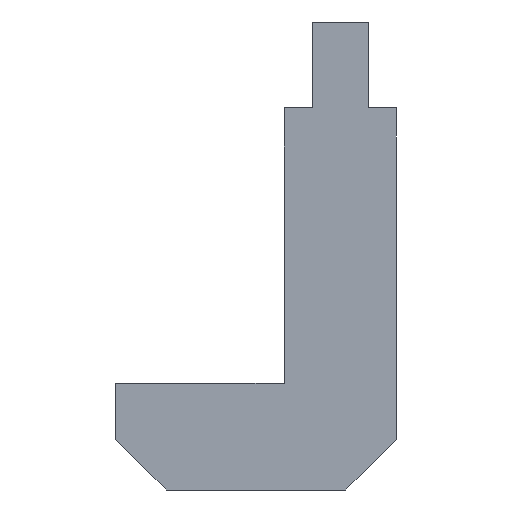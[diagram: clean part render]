
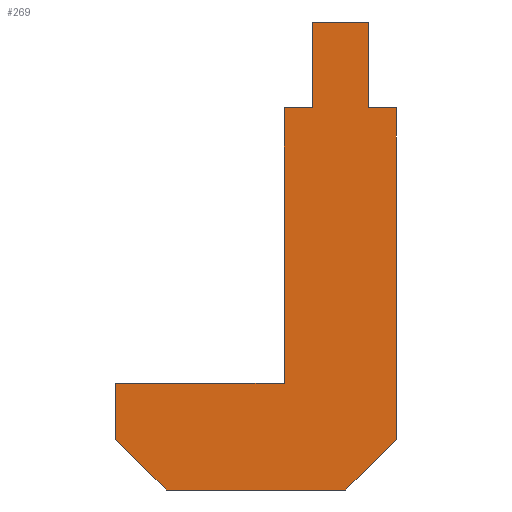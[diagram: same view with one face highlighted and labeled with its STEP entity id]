
A CAD part, front view. The second image highlights one B-rep face of the part: STEP entity #269.
In plain terms, the highlighted planar face has unit normal (0, -1, 0).
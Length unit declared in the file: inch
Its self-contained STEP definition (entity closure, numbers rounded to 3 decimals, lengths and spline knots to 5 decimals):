
#23=FACE_OUTER_BOUND('',#37,.T.);
#37=EDGE_LOOP('',(#207,#208,#209,#210,#211,#212,#213,#214,#215,#216,#217,
#218));
#45=LINE('',#377,#81);
#50=LINE('',#387,#86);
#53=LINE('',#393,#89);
#56=LINE('',#399,#92);
#59=LINE('',#405,#95);
#61=LINE('',#410,#97);
#66=LINE('',#420,#102);
#68=LINE('',#423,#104);
#69=LINE('',#426,#105);
#70=LINE('',#427,#106);
#71=LINE('',#429,#107);
#72=LINE('',#430,#108);
#81=VECTOR('',#309,0.3937);
#86=VECTOR('',#316,39.37008);
#89=VECTOR('',#321,39.37008);
#92=VECTOR('',#326,39.37008);
#95=VECTOR('',#331,39.37008);
#97=VECTOR('',#335,39.37008);
#102=VECTOR('',#342,39.37008);
#104=VECTOR('',#346,39.37008);
#105=VECTOR('',#349,0.3937);
#106=VECTOR('',#350,39.37008);
#107=VECTOR('',#351,39.37008);
#108=VECTOR('',#352,0.3937);
#117=VERTEX_POINT('',#374);
#118=VERTEX_POINT('',#376);
#119=VERTEX_POINT('',#380);
#122=VERTEX_POINT('',#385);
#124=VERTEX_POINT('',#391);
#126=VERTEX_POINT('',#397);
#128=VERTEX_POINT('',#403);
#129=VERTEX_POINT('',#407);
#131=VERTEX_POINT('',#413);
#134=VERTEX_POINT('',#418);
#135=VERTEX_POINT('',#425);
#136=VERTEX_POINT('',#428);
#141=EDGE_CURVE('',#118,#117,#45,.T.);
#146=EDGE_CURVE('',#122,#119,#50,.T.);
#149=EDGE_CURVE('',#124,#122,#53,.T.);
#152=EDGE_CURVE('',#126,#124,#56,.T.);
#155=EDGE_CURVE('',#128,#126,#59,.T.);
#157=EDGE_CURVE('',#129,#128,#61,.T.);
#162=EDGE_CURVE('',#134,#131,#66,.T.);
#164=EDGE_CURVE('',#119,#134,#68,.T.);
#165=EDGE_CURVE('',#135,#117,#69,.T.);
#166=EDGE_CURVE('',#135,#131,#70,.T.);
#167=EDGE_CURVE('',#129,#136,#71,.T.);
#168=EDGE_CURVE('',#136,#118,#72,.T.);
#207=ORIENTED_EDGE('',*,*,#165,.F.);
#208=ORIENTED_EDGE('',*,*,#166,.T.);
#209=ORIENTED_EDGE('',*,*,#162,.F.);
#210=ORIENTED_EDGE('',*,*,#164,.F.);
#211=ORIENTED_EDGE('',*,*,#146,.F.);
#212=ORIENTED_EDGE('',*,*,#149,.F.);
#213=ORIENTED_EDGE('',*,*,#152,.F.);
#214=ORIENTED_EDGE('',*,*,#155,.F.);
#215=ORIENTED_EDGE('',*,*,#157,.F.);
#216=ORIENTED_EDGE('',*,*,#167,.T.);
#217=ORIENTED_EDGE('',*,*,#168,.T.);
#218=ORIENTED_EDGE('',*,*,#141,.T.);
#255=PLANE('',#297);
#269=ADVANCED_FACE('',(#23),#255,.F.);
#297=AXIS2_PLACEMENT_3D('',#424,#347,#348);
#309=DIRECTION('',(-1.,0.,0.));
#316=DIRECTION('',(0.,0.,1.));
#321=DIRECTION('',(-0.707,0.,0.707));
#326=DIRECTION('',(-1.,0.,0.));
#331=DIRECTION('',(-0.707,0.,-0.707));
#335=DIRECTION('',(0.,0.,-1.));
#342=DIRECTION('',(0.,0.,1.));
#346=DIRECTION('',(1.,0.,0.));
#347=DIRECTION('center_axis',(0.,1.,0.));
#348=DIRECTION('ref_axis',(0.,0.,1.));
#349=DIRECTION('',(0.,0.,1.));
#350=DIRECTION('',(-1.,0.,0.));
#351=DIRECTION('',(-1.,0.,0.));
#352=DIRECTION('',(0.,0.,1.));
#374=CARTESIAN_POINT('',(0.27559,-0.05512,0.5063));
#376=CARTESIAN_POINT('',(0.35433,-0.05512,0.5063));
#377=CARTESIAN_POINT('',(0.29528,-0.05512,0.5063));
#380=CARTESIAN_POINT('',(0.,-0.05512,0.));
#385=CARTESIAN_POINT('',(0.,-0.05512,-0.07874));
#387=CARTESIAN_POINT('',(0.,-0.05512,-0.07874));
#391=CARTESIAN_POINT('',(0.07087,-0.05512,-0.14961));
#393=CARTESIAN_POINT('',(0.07087,-0.05512,-0.14961));
#397=CARTESIAN_POINT('',(0.32283,-0.05512,-0.14961));
#399=CARTESIAN_POINT('',(0.32283,-0.05512,-0.14961));
#403=CARTESIAN_POINT('',(0.3937,-0.05512,-0.07874));
#405=CARTESIAN_POINT('',(0.32283,-0.05512,-0.14961));
#407=CARTESIAN_POINT('',(0.3937,-0.05512,0.38583));
#410=CARTESIAN_POINT('',(0.3937,-0.05512,-0.07874));
#413=CARTESIAN_POINT('',(0.23622,-0.05512,0.38583));
#418=CARTESIAN_POINT('',(0.23622,-0.05512,0.));
#420=CARTESIAN_POINT('',(0.23622,-0.05512,0.));
#423=CARTESIAN_POINT('',(0.,-0.05512,0.));
#424=CARTESIAN_POINT('Origin',(0.,-0.05512,0.));
#425=CARTESIAN_POINT('',(0.27559,-0.05512,0.38583));
#426=CARTESIAN_POINT('',(0.27559,-0.05512,0.46457));
#427=CARTESIAN_POINT('',(0.23622,-0.05512,0.38583));
#428=CARTESIAN_POINT('',(0.35433,-0.05512,0.38583));
#429=CARTESIAN_POINT('',(0.3937,-0.05512,0.38583));
#430=CARTESIAN_POINT('',(0.35433,-0.05512,0.46457));
